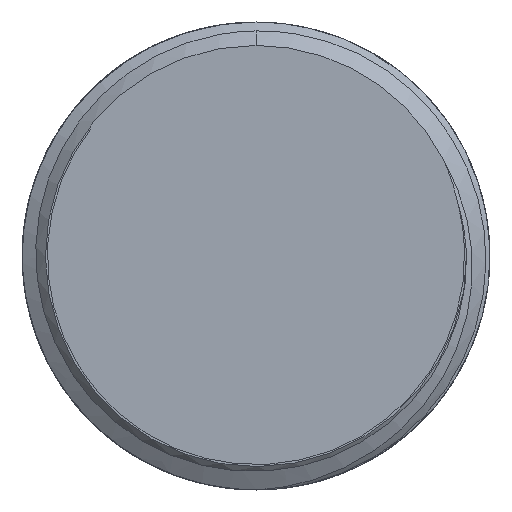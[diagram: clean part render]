
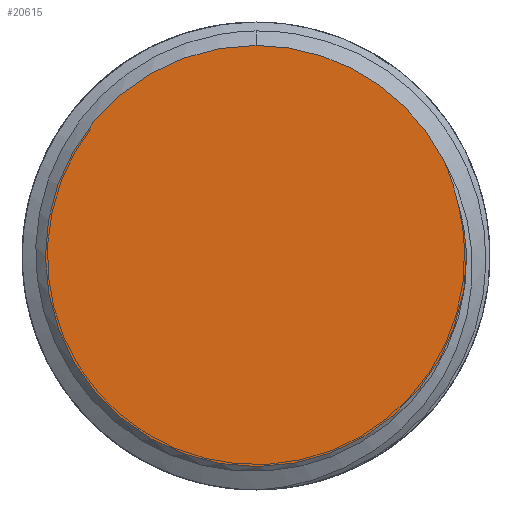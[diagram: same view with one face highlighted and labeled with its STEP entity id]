
A CAD part, left-side view. The second image highlights one B-rep face of the part: STEP entity #20615.
In plain terms, the highlighted planar face has unit normal (-1, 0, 0).
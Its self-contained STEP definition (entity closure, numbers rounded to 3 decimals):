
#6097=CARTESIAN_POINT('',(35.455,-5.192,1.289));
#6098=CARTESIAN_POINT('',(35.455,-5.15,1.494));
#6099=CARTESIAN_POINT('',(35.455,-5.042,1.897));
#6100=CARTESIAN_POINT('',(35.455,-4.889,2.282));
#6101=CARTESIAN_POINT('',(35.455,-4.802,2.471));
#6103=CARTESIAN_POINT('',(35.455,-5.4,
0.061));
#6104=CARTESIAN_POINT('',(35.455,-5.388,
0.292));
#6105=CARTESIAN_POINT('',(35.455,-5.336,
0.728));
#6106=CARTESIAN_POINT('',(35.455,-5.245,1.11));
#6107=CARTESIAN_POINT('',(35.455,-5.192,1.289));
#6109=CARTESIAN_POINT('',(35.455,0.,0.));
#6110=DIRECTION('',(-1.,0.,0.));
#6111=DIRECTION('',(0.,-0.889,0.458));
#6112=AXIS2_PLACEMENT_3D('',#6109,#6110,#6111);
#6114=CARTESIAN_POINT('',(35.455,0.,0.));
#6115=DIRECTION('',(-1.,0.,0.));
#6116=DIRECTION('',(0.,0.,1.));
#6117=AXIS2_PLACEMENT_3D('',#6114,#6115,#6116);
#6654=CARTESIAN_POINT('',(35.455,0.,
5.4));
#6656=VERTEX_POINT('',#6654);
#6888=VERTEX_POINT('',#6097);
#6889=VERTEX_POINT('',#6101);
#6890=VERTEX_POINT('',#6103);
#20603=CARTESIAN_POINT('',(35.455,0.,0.));
#20604=DIRECTION('',(-1.,0.,0.));
#20605=DIRECTION('',(0.,0.,-1.));
#20606=AXIS2_PLACEMENT_3D('',#20603,#20604,#20605);
#20607=PLANE('',#20606);
#20608=ORIENTED_EDGE('',*,*,#19813,.F.);
#20609=ORIENTED_EDGE('',*,*,#19640,.F.);
#20611=ORIENTED_EDGE('',*,*,#20610,.F.);
#20612=ORIENTED_EDGE('',*,*,#19657,.F.);
#20613=EDGE_LOOP('',(#20608,#20609,#20611,#20612));
#20614=FACE_OUTER_BOUND('',#20613,.F.);
#20615=ADVANCED_FACE('',(#20614),#20607,.T.);
#6102=B_SPLINE_CURVE_WITH_KNOTS('',3,(#6097,#6098,#6099,#6100,#6101),
.UNSPECIFIED.,.F.,.F.,(4,1,4),(0.,0.5,1.),.UNSPECIFIED.);
#6108=B_SPLINE_CURVE_WITH_KNOTS('',3,(#6103,#6104,#6105,#6106,#6107),
.UNSPECIFIED.,.F.,.F.,(4,1,4),(0.,0.5,1.),.UNSPECIFIED.);
#6113=CIRCLE('',#6112,5.4);
#6118=CIRCLE('',#6117,5.4);
#19640=EDGE_CURVE('',#6890,#6888,#6108,.T.);
#19657=EDGE_CURVE('',#6889,#6656,#6113,.T.);
#19813=EDGE_CURVE('',#6888,#6889,#6102,.T.);
#20610=EDGE_CURVE('',#6656,#6890,#6118,.T.);
